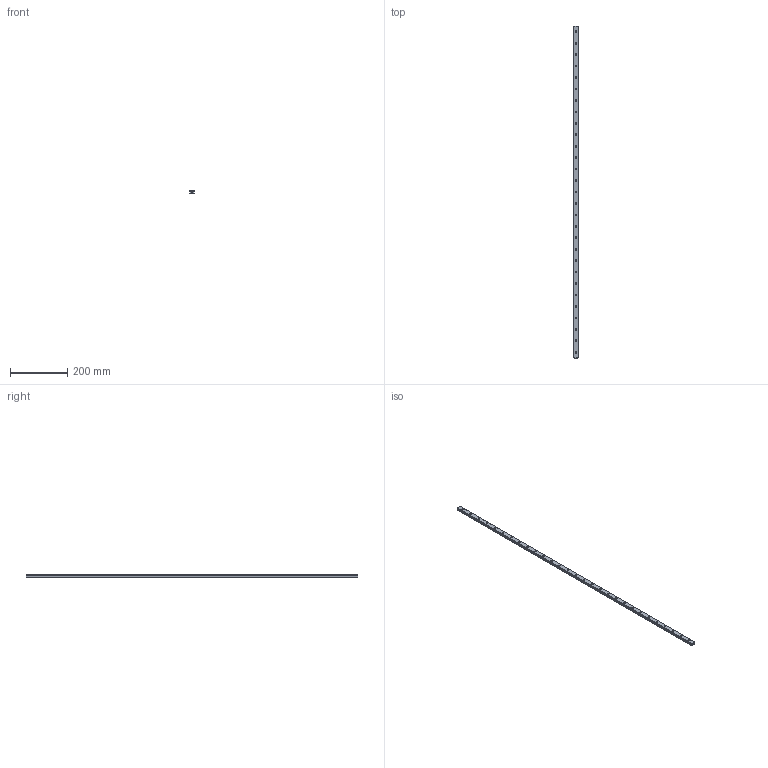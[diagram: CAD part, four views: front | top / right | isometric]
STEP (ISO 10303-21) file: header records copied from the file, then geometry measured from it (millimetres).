
FILE_DESCRIPTION(('STEP AP214'),'1');
FILE_NAME('cctmp_6BC10BC9-D4A7-422F-AFB3-5C5180849222_2021_02_19_13_25_49_0402..stp','2021-02-19T12:25:49',('HIWIN GmbH'),('CADClick - www.CADClick.com'),'Spatial InterOp 3D',' ','unknown authorization');
FILE_SCHEMA(('AUTOMOTIVE_DESIGN'));
Length unit declared in the file: millimetre
Products named in the file (1): MGNR15R1160CM_FILE
Bounding box: 15 x 1160 x 10 mm (x, y, z)
Volume: 161159.8 mm3; surface area: 68785.3 mm2
Topology: 1 solids, 1 shells, 356 faces, 789 edges, 526 vertices
Faces by surface type: cylinder 190, plane 166
Entity records: 12865 total; most frequent: DIRECTION 1883, CARTESIAN_POINT 1672, ORIENTED_EDGE 1578, EDGE_CURVE 789, AXIS2_PLACEMENT_3D 737, VERTEX_POINT 526, EDGE_LOOP 447, LINE 409
